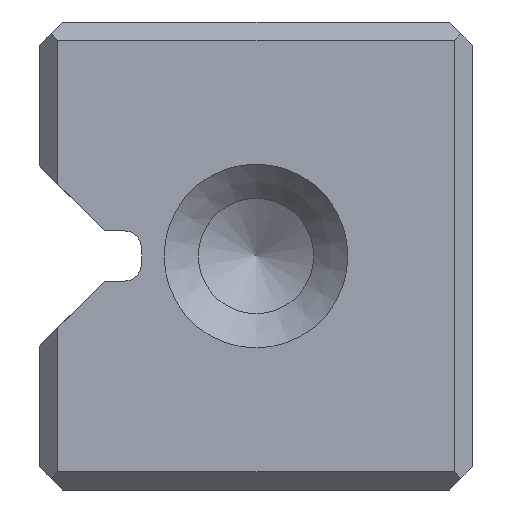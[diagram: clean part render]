
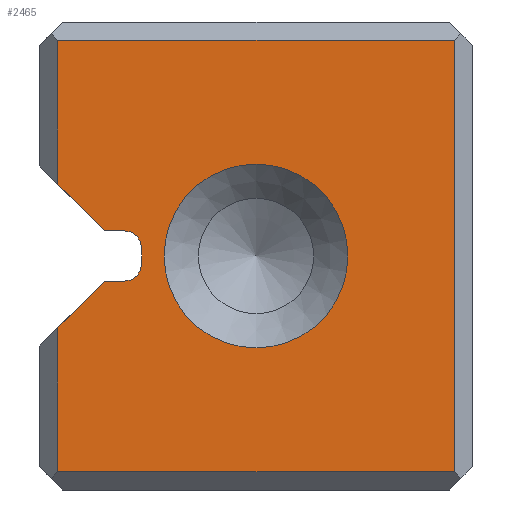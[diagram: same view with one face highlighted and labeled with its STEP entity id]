
A CAD part, left-side view. The second image highlights one B-rep face of the part: STEP entity #2465.
In plain terms, the highlighted planar face has unit normal (-1, 0, 0).
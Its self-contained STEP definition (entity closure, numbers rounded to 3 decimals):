
#2465=ADVANCED_FACE('',(#3385,#3386),#2848,.T.);
#2848=PLANE('',#8811);
#3096=CIRCLE('',#8808,1.);
#3097=CIRCLE('',#8809,1.);
#3098=CIRCLE('',#8810,5.5);
#3385=FACE_BOUND('',#3587,.T.);
#3386=FACE_BOUND('',#3588,.T.);
#3587=EDGE_LOOP('',(#4297,#4298,#4299,#4300,#4301,#4302,#4303,#4304,#4305,
#4306,#4307,#4308));
#3588=EDGE_LOOP('',(#4309));
#4297=ORIENTED_EDGE('',*,*,#6789,.T.);
#4298=ORIENTED_EDGE('',*,*,#6790,.T.);
#4299=ORIENTED_EDGE('',*,*,#6791,.T.);
#4300=ORIENTED_EDGE('',*,*,#6792,.T.);
#4301=ORIENTED_EDGE('',*,*,#6793,.T.);
#4302=ORIENTED_EDGE('',*,*,#6794,.T.);
#4303=ORIENTED_EDGE('',*,*,#6795,.T.);
#4304=ORIENTED_EDGE('',*,*,#6796,.T.);
#4305=ORIENTED_EDGE('',*,*,#6797,.T.);
#4306=ORIENTED_EDGE('',*,*,#6798,.T.);
#4307=ORIENTED_EDGE('',*,*,#6799,.T.);
#4308=ORIENTED_EDGE('',*,*,#6800,.F.);
#4309=ORIENTED_EDGE('',*,*,#6801,.F.);
#6145=VERTEX_POINT('',#11309);
#6146=VERTEX_POINT('',#11310);
#6147=VERTEX_POINT('',#11312);
#6148=VERTEX_POINT('',#11314);
#6149=VERTEX_POINT('',#11316);
#6150=VERTEX_POINT('',#11318);
#6151=VERTEX_POINT('',#11320);
#6152=VERTEX_POINT('',#11322);
#6153=VERTEX_POINT('',#11324);
#6154=VERTEX_POINT('',#11326);
#6155=VERTEX_POINT('',#11328);
#6156=VERTEX_POINT('',#11330);
#6157=VERTEX_POINT('',#11333);
#6789=EDGE_CURVE('',#6145,#6146,#7625,.T.);
#6790=EDGE_CURVE('',#6146,#6147,#7626,.T.);
#6791=EDGE_CURVE('',#6147,#6148,#7627,.T.);
#6792=EDGE_CURVE('',#6148,#6149,#7628,.T.);
#6793=EDGE_CURVE('',#6149,#6150,#7629,.T.);
#6794=EDGE_CURVE('',#6150,#6151,#7630,.T.);
#6795=EDGE_CURVE('',#6151,#6152,#7631,.T.);
#6796=EDGE_CURVE('',#6152,#6153,#7632,.T.);
#6797=EDGE_CURVE('',#6153,#6154,#3096,.T.);
#6798=EDGE_CURVE('',#6154,#6155,#7633,.T.);
#6799=EDGE_CURVE('',#6155,#6156,#3097,.T.);
#6800=EDGE_CURVE('',#6145,#6156,#7634,.T.);
#6801=EDGE_CURVE('',#6157,#6157,#3098,.T.);
#7625=LINE('',#11308,#8287);
#7626=LINE('',#11311,#8288);
#7627=LINE('',#11313,#8289);
#7628=LINE('',#11315,#8290);
#7629=LINE('',#11317,#8291);
#7630=LINE('',#11319,#8292);
#7631=LINE('',#11321,#8293);
#7632=LINE('',#11323,#8294);
#7633=LINE('',#11327,#8295);
#7634=LINE('',#11331,#8296);
#8287=VECTOR('',#9353,1.);
#8288=VECTOR('',#9354,1.);
#8289=VECTOR('',#9355,1.);
#8290=VECTOR('',#9356,1.);
#8291=VECTOR('',#9357,1.);
#8292=VECTOR('',#9358,1.);
#8293=VECTOR('',#9359,1.);
#8294=VECTOR('',#9360,1.);
#8295=VECTOR('',#9363,1.);
#8296=VECTOR('',#9366,1.);
#8808=AXIS2_PLACEMENT_3D('',#11325,#9361,#9362);
#8809=AXIS2_PLACEMENT_3D('',#11329,#9364,#9365);
#8810=AXIS2_PLACEMENT_3D('',#11332,#9367,#9368);
#8811=AXIS2_PLACEMENT_3D('',#11334,#9369,#9370);
#9353=DIRECTION('',(0.,0.707,-0.707));
#9354=DIRECTION('',(0.,0.,-1.));
#9355=DIRECTION('',(0.,-1.,0.));
#9356=DIRECTION('',(0.,0.,1.));
#9357=DIRECTION('',(0.,1.,0.));
#9358=DIRECTION('',(0.,0.,-1.));
#9359=DIRECTION('',(0.,-0.707,-0.707));
#9360=DIRECTION('',(0.,-1.,0.));
#9361=DIRECTION('',(1.,0.,0.));
#9362=DIRECTION('',(0.,0.,1.));
#9363=DIRECTION('',(0.,0.,-1.));
#9364=DIRECTION('',(1.,0.,0.));
#9365=DIRECTION('',(0.,0.,1.));
#9366=DIRECTION('',(0.,-1.,0.));
#9367=DIRECTION('',(-1.,0.,0.));
#9368=DIRECTION('',(0.,0.,1.));
#9369=DIRECTION('',(-1.,0.,0.));
#9370=DIRECTION('',(0.,1.,0.));
#11308=CARTESIAN_POINT('',(-1000.,22.662,11.862));
#11309=CARTESIAN_POINT('',(-1000.,34.42,0.105));
#11310=CARTESIAN_POINT('',(-1000.,37.205,-2.68));
#11311=CARTESIAN_POINT('',(-1000.,37.205,1.605));
#11312=CARTESIAN_POINT('',(-1000.,37.205,-11.295));
#11313=CARTESIAN_POINT('',(-1000.,12.405,-11.295));
#11314=CARTESIAN_POINT('',(-1000.,13.505,-11.295));
#11315=CARTESIAN_POINT('',(-1000.,13.505,1.605));
#11316=CARTESIAN_POINT('',(-1000.,13.505,14.505));
#11317=CARTESIAN_POINT('',(-1000.,12.405,14.505));
#11318=CARTESIAN_POINT('',(-1000.,37.205,14.505));
#11319=CARTESIAN_POINT('',(-1000.,37.205,1.605));
#11320=CARTESIAN_POINT('',(-1000.,37.205,5.89));
#11321=CARTESIAN_POINT('',(-1000.,22.662,-8.652));
#11322=CARTESIAN_POINT('',(-1000.,34.42,3.105));
#11323=CARTESIAN_POINT('',(-1000.,32.205,3.105));
#11324=CARTESIAN_POINT('',(-1000.,33.205,3.105));
#11325=CARTESIAN_POINT('',(-1000.,33.205,2.105));
#11326=CARTESIAN_POINT('',(-1000.,32.205,2.105));
#11327=CARTESIAN_POINT('',(-1000.,32.205,3.105));
#11328=CARTESIAN_POINT('',(-1000.,32.205,1.105));
#11329=CARTESIAN_POINT('',(-1000.,33.205,1.105));
#11330=CARTESIAN_POINT('',(-1000.,33.205,0.105));
#11331=CARTESIAN_POINT('',(-1000.,32.205,0.105));
#11332=CARTESIAN_POINT('',(-1000.,25.355,1.605));
#11333=CARTESIAN_POINT('',(-1000.,25.355,7.105));
#11334=CARTESIAN_POINT('',(-1000.,12.405,1.605));
